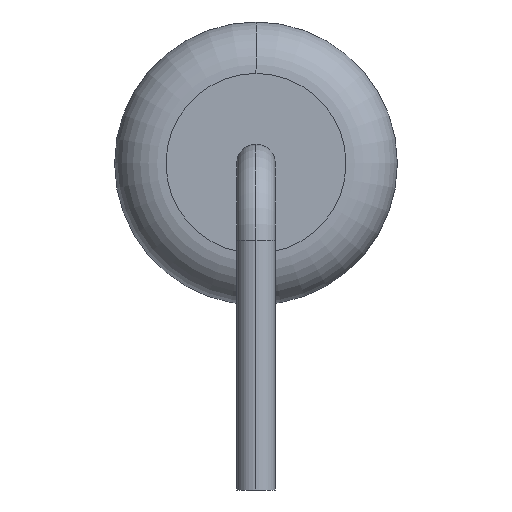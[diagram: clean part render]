
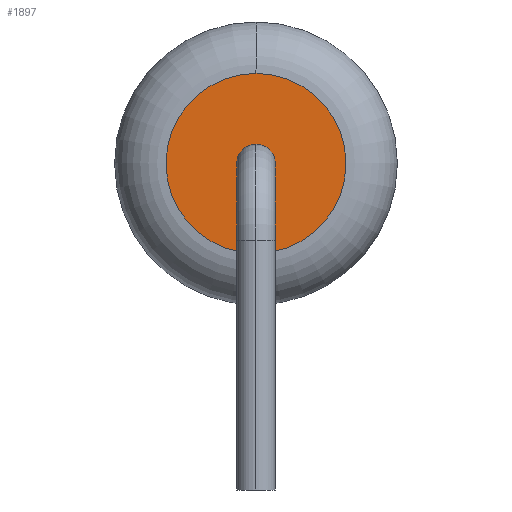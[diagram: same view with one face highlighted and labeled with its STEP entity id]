
A CAD part, left-side view. The second image highlights one B-rep face of the part: STEP entity #1897.
In plain terms, the highlighted planar face has unit normal (-1, 0, 0).
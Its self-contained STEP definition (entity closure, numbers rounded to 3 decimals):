
#1786=CARTESIAN_POINT('',(-8.0,0.0,4.5));
#1787=VERTEX_POINT('',#1786);
#1797=CARTESIAN_POINT('',(-8.0,0.,1.));
#1798=VERTEX_POINT('',#1797);
#1799=CARTESIAN_POINT('',(-8.0,0.0,2.75));
#1800=DIRECTION('',(1.0,0.0,0.0));
#1801=DIRECTION('',(0.0,-1.0,0.0));
#1802=AXIS2_PLACEMENT_3D('',#1799,#1800,#1801);
#1803=CIRCLE('',#1802,1.75);
#1804=EDGE_CURVE('',#1787,#1798,#1803,.T.);
#1855=CARTESIAN_POINT('',(-8.0,1.75,2.75));
#1856=VERTEX_POINT('',#1855);
#1857=CARTESIAN_POINT('',(-8.0,0.0,2.75));
#1858=DIRECTION('',(1.0,0.0,0.0));
#1859=DIRECTION('',(0.0,-1.0,0.0));
#1860=AXIS2_PLACEMENT_3D('',#1857,#1858,#1859);
#1861=CIRCLE('',#1860,1.75);
#1862=EDGE_CURVE('',#1798,#1856,#1861,.T.);
#1864=CARTESIAN_POINT('',(-8.0,0.0,2.75));
#1865=DIRECTION('',(1.0,0.0,0.0));
#1866=DIRECTION('',(0.0,-1.0,0.0));
#1867=AXIS2_PLACEMENT_3D('',#1864,#1865,#1866);
#1868=CIRCLE('',#1867,1.75);
#1869=EDGE_CURVE('',#1856,#1787,#1868,.T.);
#1887=CARTESIAN_POINT('',(-8.0,0.0,2.75));
#1888=DIRECTION('',(-1.0,0.0,0.0));
#1889=DIRECTION('',(0.0,-1.0,0.0));
#1890=AXIS2_PLACEMENT_3D('',#1887,#1888,#1889);
#1891=PLANE('',#1890);
#1892=ORIENTED_EDGE('',*,*,#1869,.F.);
#1893=ORIENTED_EDGE('',*,*,#1862,.F.);
#1894=ORIENTED_EDGE('',*,*,#1804,.F.);
#1895=EDGE_LOOP('',(#1892,#1893,#1894));
#1896=FACE_OUTER_BOUND('',#1895,.T.);
#1897=ADVANCED_FACE('',(#1896),#1891,.T.);
